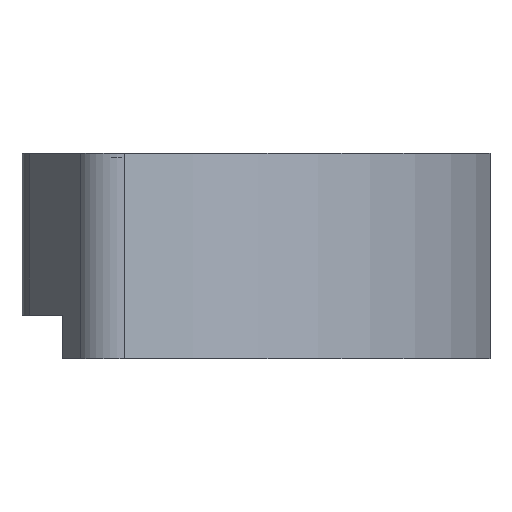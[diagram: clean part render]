
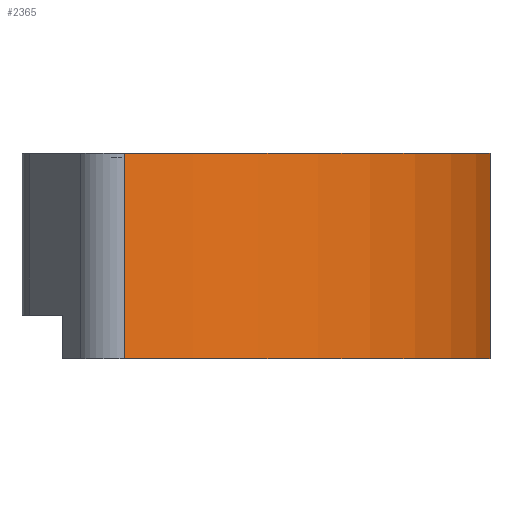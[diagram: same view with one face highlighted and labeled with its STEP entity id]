
A CAD part, front view. The second image highlights one B-rep face of the part: STEP entity #2365.
In plain terms, the highlighted cylindrical face has radius 5127 mm (diameter 10254 mm), a partial arc.
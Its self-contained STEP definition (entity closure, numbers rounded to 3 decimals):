
#854=CARTESIAN_POINT('POINT81',(-191.908,
   -9767.374,50.));
#855=VERTEX_POINT('VERTEX81',#854);
#863=CARTESIAN_POINT('POINT82',(4013.169,
   -5346.816,50.));
#864=VERTEX_POINT('VERTEX82',#863);
#865=CARTESIAN_POINT('POS91',(-1075.,-4717.,
   50.));
#866=DIRECTION('DIR144',(0.,0.,1.));
#867=DIRECTION('DIR145',(1.,0.,0.));
#868=AXIS2_PLACEMENT_3D('AXIS54',#865,#866,#867);
#869=CIRCLE('ELLIPSE32',#868,5127.);
#870=EDGE_CURVE('EDGE95',#855,#864,#869,.T.);
#2316=CARTESIAN_POINT('POINT209',(-191.908,
   -9767.374,-2311.));
#2317=VERTEX_POINT('VERTEX209',#2316);
#2318=CARTESIAN_POINT('POS228',(-191.908,
   -9767.374,0.));
#2319=DIRECTION('DIR362',(0.,0.,1.));
#2320=VECTOR('VEC94',#2319,25.4);
#2321=LINE('STRAIGHT94',#2318,#2320);
#2322=EDGE_CURVE('EDGE259',#2317,#855,#2321,.T.);
#2341=ORIENTED_EDGE('COEDGE367',*,*,#2322,.F.);
#2342=CARTESIAN_POINT('POINT210',(4013.169,
   -5346.816,-2311.));
#2343=VERTEX_POINT('VERTEX210',#2342);
#2344=CARTESIAN_POINT('POS231',(-1075.,-4717.,-2311.));
#2345=DIRECTION('DIR367',(0.,0.,1.));
#2346=DIRECTION('DIR368',(1.,0.,0.));
#2347=AXIS2_PLACEMENT_3D('AXIS137',#2344,#2345,#2346);
#2348=CIRCLE('ELLIPSE80',#2347,5127.);
#2349=EDGE_CURVE('EDGE261',#2317,#2343,#2348,.T.);
#2350=ORIENTED_EDGE('COEDGE368',*,*,#2349,.T.);
#2351=CARTESIAN_POINT('POS232',(4013.169,
   -5346.816,0.));
#2352=DIRECTION('DIR369',(0.,0.,1.));
#2353=VECTOR('VEC95',#2352,25.4);
#2354=LINE('STRAIGHT95',#2351,#2353);
#2355=EDGE_CURVE('EDGE262',#2343,#864,#2354,.T.);
#2356=ORIENTED_EDGE('COEDGE369',*,*,#2355,.T.);
#2357=ORIENTED_EDGE('COEDGE370',*,*,#870,.F.);
#2358=EDGE_LOOP('NONE',(#2341,#2350,#2356,#2357));
#2359=FACE_BOUND('LOOP1',#2358,.T.);
#2360=CARTESIAN_POINT('POS233',(-1075.,-4717.,-2311.));
#2361=DIRECTION('DIR370',(0.,0.,1.));
#2362=DIRECTION('DIR371',(1.,0.,0.));
#2363=AXIS2_PLACEMENT_3D('AXIS138',#2360,#2361,#2362);
#2364=CYLINDRICAL_SURFACE('CONE_SURF24',#2363,5127.);
#2365=ADVANCED_FACE('FACE70',(#2359),#2364,.T.);
